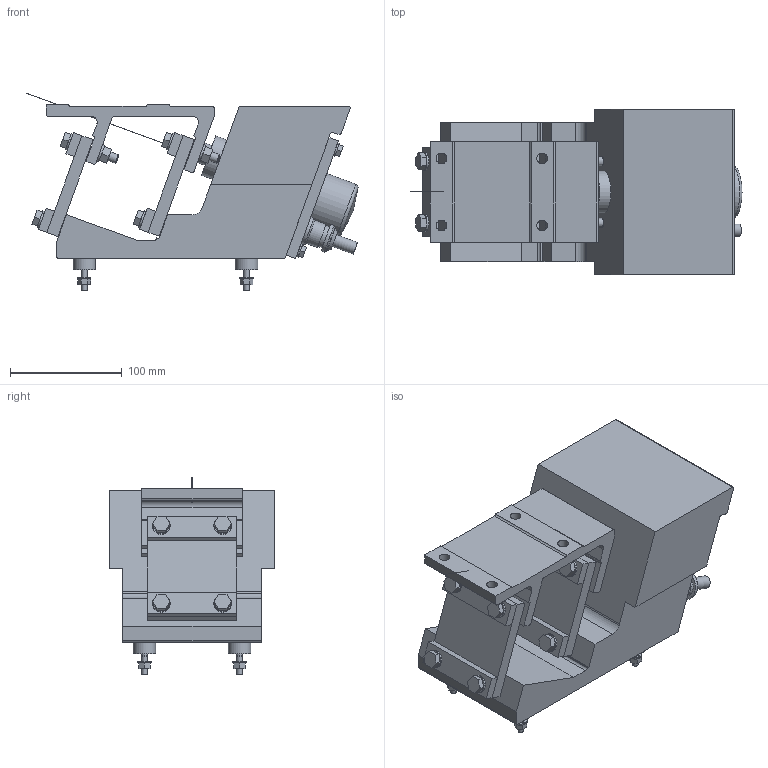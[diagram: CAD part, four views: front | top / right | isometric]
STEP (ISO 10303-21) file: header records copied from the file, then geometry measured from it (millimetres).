
FILE_DESCRIPTION(/* description */ (''),/* implementation_level */ '2;1');
FILE_NAME(/* name */ 'JD 40',/* time_stamp */ '2016-02-04T14:53:16+01:00',/* author */ (''),/* organization */ (''),/* preprocessor_version */ 'ST-DEVELOPER v15.7',/* originating_system */ 'HiCAD 2014 1902.3 Build 554',/* authorisation */ '');
FILE_SCHEMA (('CONFIG_CONTROL_DESIGN'));
Length unit declared in the file: millimetre
Products named in the file (108): Root; -_Dosierantrieb JD 40; HiCADRef:1260443939_TRAEGER; SCHRAUBEN-BLATTFEDERN; SCHRAUBE; NE24018; MBKERDFV; MBBGEWFV; NE24032; MBMGK_1F; N128; N125; MANSCHETTE; ENDDECKEL; KAPPE; KLEMMLEISTEN; AUSL-UNTEN; AUSL-OBEN; EINL-UNTEN; EINL-OBEN; BLATTFEDERN; EINLAUF; AUSLAUF; PUFFER; PUFFER-AUSL-LI; 0087241_Verlagerungspuffer JD A-2020; GUMMIKÖRPER; DIN 913-M6x10-45H_Gewindestifte_0; DIN 913-M6x20-45H_Gewindestifte_0; PUFFER-AUSL-RE; PUFFER-EINL-LI; PUFFER-EINL-RE; SCHRAUBEN-ENDDECKEL; PG-VERSCHRAUBUNG; HiCADRef:1260450604_GEHAEUSE; Wirklinie
Assembly tree (107 placements, depth 6):
  Root
    -_Dosierantrieb JD 40
      HiCADRef:1260443939_TRAEGER
      SCHRAUBEN-BLATTFEDERN
        SCHRAUBE
          NE24018
          MBKERDFV
            MBBGEWFV
          NE24032
            MBMGK_1F
          N128
          N125
        SCHRAUBE
          NE24018
          MBKERDFV
            MBBGEWFV
          N128
          NE24032
            MBMGK_1F
          N125
        SCHRAUBE
          NE24018
          MBKERDFV
            MBBGEWFV
          N128
          NE24032
            MBMGK_1F
          N125
        SCHRAUBE
          NE24018
          N128
        SCHRAUBE
          NE24018
          MBKERDFV
            MBBGEWFV
          N128
          NE24032
            MBMGK_1F
          N125
        SCHRAUBE
          NE24018
          N128
        SCHRAUBE
          NE24018
          N128
        SCHRAUBE
          NE24018
          N128
      MANSCHETTE
      ENDDECKEL
      KAPPE
      KLEMMLEISTEN
        AUSL-UNTEN
        AUSL-OBEN
        EINL-UNTEN
        EINL-OBEN
      BLATTFEDERN
        EINLAUF
        AUSLAUF
      PUFFER
Bounding box: 296.9 x 148 x 176.68 mm (x, y, z)
Volume: 1721536.3 mm3; surface area: 392337.1 mm2
Topology: 85 solids, 105 shells, 623 faces, 1366 edges, 914 vertices
Faces by surface type: plane 436, cylinder 154, cone 32, torus 1
Full cylindrical faces by diameter (mm): 0.1 x1, 4.773 x12, 6 x12, 6.364 x28, 6.4 x4, 8 x20, 8.533 x4, 9.6 x4, 10.667 x1, 11 x1, 12 x4, 16 x4, 18.667 x1, 20 x5, 22 x2, 25 x4, 25.4 x2, 30 x1, 37.333 x1, 50 x1
Entity records: 29684 total; most frequent: DIRECTION 3147, CARTESIAN_POINT 2841, PRESENTATION_STYLE_ASSIGNMENT 2375, OVER_RIDING_STYLED_ITEM 2286, DRAUGHTING_PRE_DEFINED_CURVE_FONT 2270, CURVE_STYLE 2270, COLOUR_RGB 2270, ORIENTED_EDGE 2270
